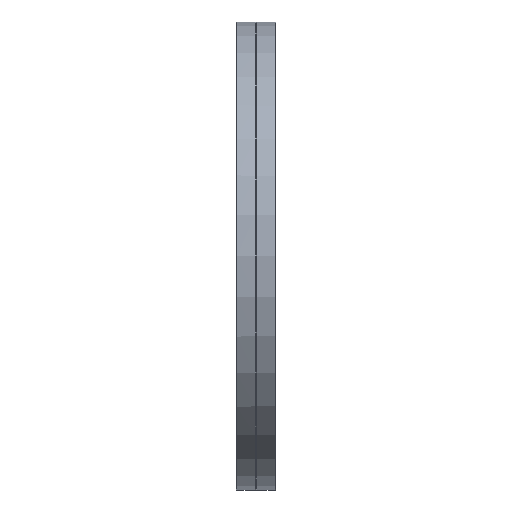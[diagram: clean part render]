
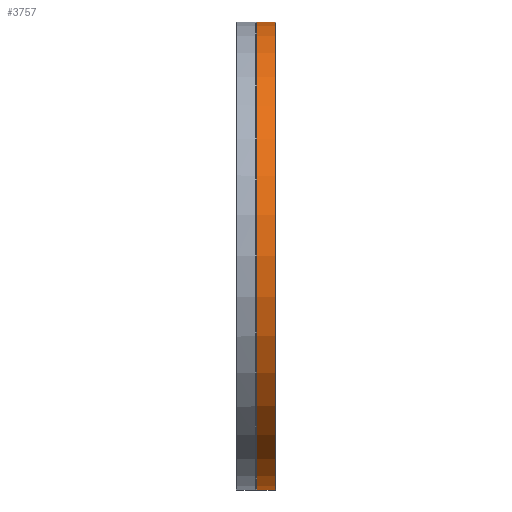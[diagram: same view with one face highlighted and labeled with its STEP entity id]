
A CAD part, left-side view. The second image highlights one B-rep face of the part: STEP entity #3757.
In plain terms, the highlighted cylindrical face has radius 152 mm (diameter 304 mm), a full revolution.
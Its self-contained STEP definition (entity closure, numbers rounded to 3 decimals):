
#335=CYLINDRICAL_SURFACE('',#4047,152.);
#396=FACE_OUTER_BOUND('',#654,.T.);
#654=EDGE_LOOP('',(#2595,#2596,#2597,#2598,#2599,#2600));
#913=LINE('',#5484,#1132);
#1132=VECTOR('',#4511,152.);
#1350=CIRCLE('',#4010,152.);
#1351=CIRCLE('',#4011,152.);
#1386=CIRCLE('',#4048,152.);
#1387=CIRCLE('',#4049,152.);
#1571=VERTEX_POINT('',#5405);
#1572=VERTEX_POINT('',#5406);
#1607=VERTEX_POINT('',#5480);
#1608=VERTEX_POINT('',#5481);
#1953=EDGE_CURVE('',#1571,#1572,#1350,.T.);
#1954=EDGE_CURVE('',#1572,#1571,#1351,.T.);
#1990=EDGE_CURVE('',#1607,#1608,#1386,.T.);
#1991=EDGE_CURVE('',#1608,#1607,#1387,.T.);
#1992=EDGE_CURVE('',#1608,#1572,#913,.T.);
#2595=ORIENTED_EDGE('',*,*,#1990,.F.);
#2596=ORIENTED_EDGE('',*,*,#1991,.F.);
#2597=ORIENTED_EDGE('',*,*,#1992,.T.);
#2598=ORIENTED_EDGE('',*,*,#1953,.F.);
#2599=ORIENTED_EDGE('',*,*,#1954,.F.);
#2600=ORIENTED_EDGE('',*,*,#1992,.F.);
#3757=ADVANCED_FACE('',(#396),#335,.T.);
#4010=AXIS2_PLACEMENT_3D('',#5407,#4430,#4431);
#4011=AXIS2_PLACEMENT_3D('',#5408,#4432,#4433);
#4047=AXIS2_PLACEMENT_3D('',#5479,#4505,#4506);
#4048=AXIS2_PLACEMENT_3D('',#5482,#4507,#4508);
#4049=AXIS2_PLACEMENT_3D('',#5483,#4509,#4510);
#4430=DIRECTION('center_axis',(0.,-1.,0.));
#4431=DIRECTION('ref_axis',(1.,0.,0.));
#4432=DIRECTION('center_axis',(0.,-1.,0.));
#4433=DIRECTION('ref_axis',(1.,0.,0.));
#4505=DIRECTION('center_axis',(0.,1.,0.));
#4506=DIRECTION('ref_axis',(-1.,0.,0.));
#4507=DIRECTION('center_axis',(0.,1.,0.));
#4508=DIRECTION('ref_axis',(1.,0.,0.));
#4509=DIRECTION('center_axis',(0.,1.,0.));
#4510=DIRECTION('ref_axis',(1.,0.,0.));
#4511=DIRECTION('',(0.,-1.,0.));
#5405=CARTESIAN_POINT('',(-152.,0.5,0.));
#5406=CARTESIAN_POINT('',(152.,0.5,0.));
#5407=CARTESIAN_POINT('Origin',(0.,0.5,0.));
#5408=CARTESIAN_POINT('Origin',(0.,0.5,0.));
#5479=CARTESIAN_POINT('Origin',(0.,6.231,0.));
#5480=CARTESIAN_POINT('',(0.,12.463,-152.));
#5481=CARTESIAN_POINT('',(152.,12.463,0.));
#5482=CARTESIAN_POINT('Origin',(0.,12.463,0.));
#5483=CARTESIAN_POINT('Origin',(0.,12.463,0.));
#5484=CARTESIAN_POINT('',(152.,6.231,0.));
